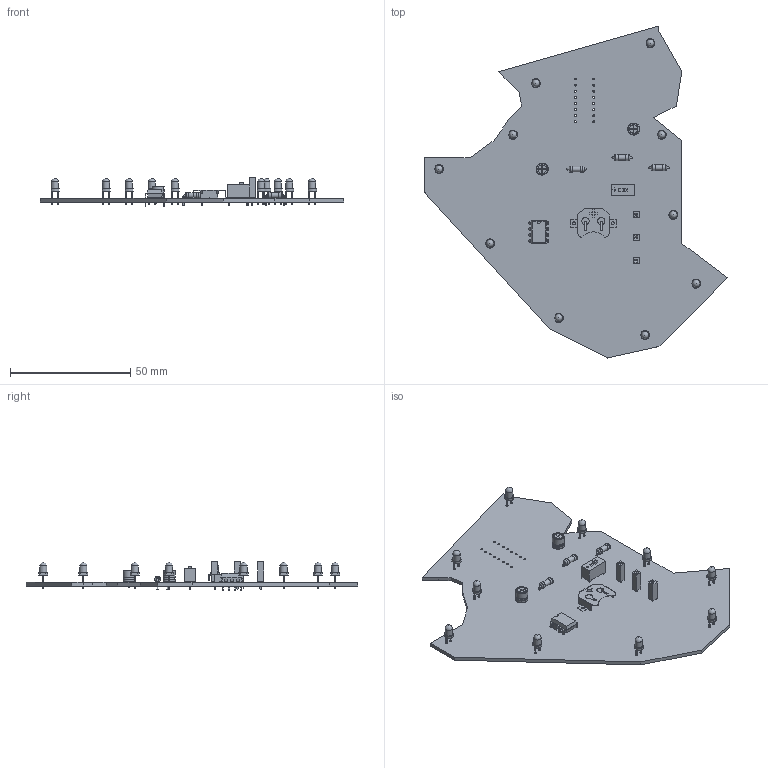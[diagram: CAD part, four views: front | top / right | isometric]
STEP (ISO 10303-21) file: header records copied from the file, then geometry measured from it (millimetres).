
FILE_DESCRIPTION(('KiCad electronic assembly'),'2;1');
FILE_NAME('Algeria Chaser.step','2026-01-18T23:37:20',('Pcbnew'),( 'Kicad'),'Open CASCADE STEP processor 7.9','KiCad to STEP converter' ,'Unknown');
FILE_SCHEMA(('AUTOMOTIVE_DESIGN { 1 0 10303 214 1 1 1 1 }'));
Length unit declared in the file: millimetre
Products named in the file (9): Algeria Chaser 1; R_Axial_DIN0207_L6.3mm_D2.5mm_P7.62mm_Horizontal; CP_Radial_D5.0mm_P2.00mm; LED_D3.0mm; DIP-8_W7.62mm; SW_DIP_SPSTx01_Slide_9.78x4.72mm_W7.62mm_P2.54mm; PinSocket_1x01_P2.54mm_Vertical; BatteryHolder_Keystone_3000_1x12mm; Algeria Chaser_PCB
Assembly tree (22 placements, depth 2):
  Algeria Chaser 1
    R_Axial_DIN0207_L6.3mm_D2.5mm_P7.62mm_Horizontal  x3
    CP_Radial_D5.0mm_P2.00mm  x2
    LED_D3.0mm  x10
    DIP-8_W7.62mm
    SW_DIP_SPSTx01_Slide_9.78x4.72mm_W7.62mm_P2.54mm
    PinSocket_1x01_P2.54mm_Vertical  x3
    BatteryHolder_Keystone_3000_1x12mm
    Algeria Chaser_PCB
Bounding box: 126.21 x 138.11 x 11.8 mm (x, y, z)
Volume: 16481.3 mm3; surface area: 23747.2 mm2
Topology: 23 solids, 25 shells, 771 faces, 1940 edges, 1255 vertices
Faces by surface type: plane 553, cylinder 150, bspline 32, torus 16, revolution 10, sphere 10
Full cylindrical faces by diameter (mm): 0.5 x4, 0.6 x6, 0.787 x16, 0.8 x20, 0.9 x20, 1 x3, 1.19 x2, 2.25 x3, 2.5 x6, 3 x10
Entity records: 19278 total; most frequent: CARTESIAN_POINT 3985, ORIENTED_EDGE 2524, DIRECTION 2415, EDGE_CURVE 1262, LINE 966, VECTOR 966, VERTEX_POINT 821, AXIS2_PLACEMENT_3D 722
